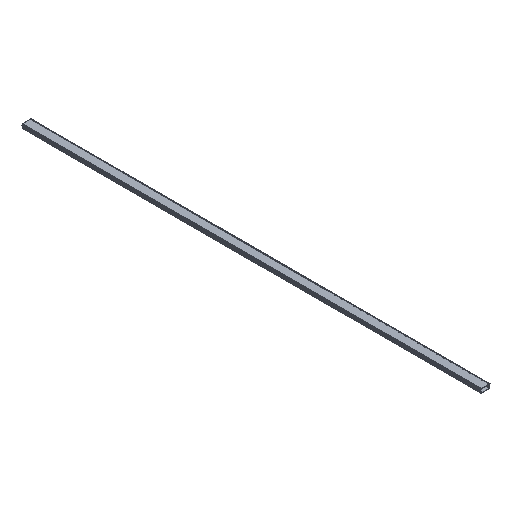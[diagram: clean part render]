
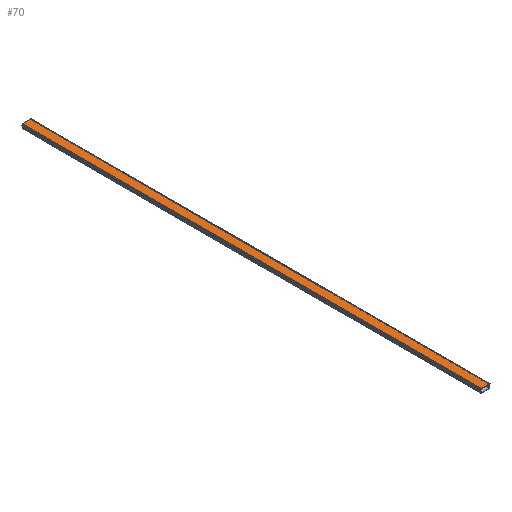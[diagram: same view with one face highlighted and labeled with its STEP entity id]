
A CAD part, isometric view. The second image highlights one B-rep face of the part: STEP entity #70.
In plain terms, the highlighted free-form (B-spline) face has degree [2, 1] with [5, 2] control points.
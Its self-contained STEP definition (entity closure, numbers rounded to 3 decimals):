
#70=ADVANCED_FACE('',(#124),#934,.T.);
#124=FACE_OUTER_BOUND('',#178,.T.);
#178=EDGE_LOOP('',(#438,#439,#440,#441));
#438=ORIENTED_EDGE('',*,*,#627,.T.);
#439=ORIENTED_EDGE('',*,*,#628,.T.);
#440=ORIENTED_EDGE('',*,*,#629,.F.);
#441=ORIENTED_EDGE('',*,*,#625,.F.);
#625=EDGE_CURVE('',#878,#879,#775,.T.);
#627=EDGE_CURVE('',#878,#880,#777,.T.);
#628=EDGE_CURVE('',#880,#881,#778,.T.);
#629=EDGE_CURVE('',#879,#881,#779,.T.);
#775=(
BOUNDED_CURVE()
B_SPLINE_CURVE(1,(#1962,#1963),.UNSPECIFIED.,.F.,.F.)
B_SPLINE_CURVE_WITH_KNOTS((2,2),(0.,2000.),.UNSPECIFIED.)
CURVE()
GEOMETRIC_REPRESENTATION_ITEM()
RATIONAL_B_SPLINE_CURVE((1.,1.))
REPRESENTATION_ITEM('')
);
#777=(
BOUNDED_CURVE()
B_SPLINE_CURVE(2,(#1967,#1968,#1969,#1970,#1971),.UNSPECIFIED.,.F.,.F.)
B_SPLINE_CURVE_WITH_KNOTS((3,2,3),(-45.446,-27.046,
-8.646),.UNSPECIFIED.)
CURVE()
GEOMETRIC_REPRESENTATION_ITEM()
RATIONAL_B_SPLINE_CURVE((1.,1.,1.,1.,1.))
REPRESENTATION_ITEM('')
);
#778=(
BOUNDED_CURVE()
B_SPLINE_CURVE(1,(#1972,#1973),.UNSPECIFIED.,.F.,.F.)
B_SPLINE_CURVE_WITH_KNOTS((2,2),(0.,2000.),.UNSPECIFIED.)
CURVE()
GEOMETRIC_REPRESENTATION_ITEM()
RATIONAL_B_SPLINE_CURVE((1.,1.))
REPRESENTATION_ITEM('')
);
#779=(
BOUNDED_CURVE()
B_SPLINE_CURVE(2,(#1974,#1975,#1976,#1977,#1978),.UNSPECIFIED.,.F.,.F.)
B_SPLINE_CURVE_WITH_KNOTS((3,2,3),(-45.446,-27.046,
-8.646),.UNSPECIFIED.)
CURVE()
GEOMETRIC_REPRESENTATION_ITEM()
RATIONAL_B_SPLINE_CURVE((1.,1.,1.,1.,1.))
REPRESENTATION_ITEM('')
);
#878=VERTEX_POINT('',#1821);
#879=VERTEX_POINT('',#1822);
#880=VERTEX_POINT('',#1823);
#881=VERTEX_POINT('',#1824);
#934=(
BOUNDED_SURFACE()
B_SPLINE_SURFACE(2,1,((#1771,#1772),(#1773,#1774),(#1775,#1776),(#1777,
#1778),(#1779,#1780)),.UNSPECIFIED.,.F.,.F.,.F.)
B_SPLINE_SURFACE_WITH_KNOTS((3,2,3),(2,2),(-45.446,-27.046,
-8.646),(0.,2000.),.UNSPECIFIED.)
GEOMETRIC_REPRESENTATION_ITEM()
RATIONAL_B_SPLINE_SURFACE(((1.,1.),(1.,1.),(1.,1.),(1.,1.),(1.,1.)))
REPRESENTATION_ITEM('')
SURFACE()
);
#1771=CARTESIAN_POINT('',(-18.4,0.,17.903));
#1772=CARTESIAN_POINT('',(-18.4,2000.,17.903));
#1773=CARTESIAN_POINT('',(-9.2,0.,17.903));
#1774=CARTESIAN_POINT('',(-9.2,2000.,17.903));
#1775=CARTESIAN_POINT('',(0.,0.,17.903));
#1776=CARTESIAN_POINT('',(0.,2000.,17.903));
#1777=CARTESIAN_POINT('',(9.2,0.,17.903));
#1778=CARTESIAN_POINT('',(9.2,2000.,17.903));
#1779=CARTESIAN_POINT('',(18.4,0.,17.903));
#1780=CARTESIAN_POINT('',(18.4,2000.,17.903));
#1821=CARTESIAN_POINT('',(-18.4,0.,17.903));
#1822=CARTESIAN_POINT('',(-18.4,2000.,17.903));
#1823=CARTESIAN_POINT('',(18.4,0.,17.903));
#1824=CARTESIAN_POINT('',(18.4,2000.,17.903));
#1962=CARTESIAN_POINT('',(-18.4,0.,17.903));
#1963=CARTESIAN_POINT('',(-18.4,2000.,17.903));
#1967=CARTESIAN_POINT('',(-18.4,0.,17.903));
#1968=CARTESIAN_POINT('',(-9.2,0.,17.903));
#1969=CARTESIAN_POINT('',(0.,0.,17.903));
#1970=CARTESIAN_POINT('',(9.2,0.,17.903));
#1971=CARTESIAN_POINT('',(18.4,0.,17.903));
#1972=CARTESIAN_POINT('',(18.4,0.,17.903));
#1973=CARTESIAN_POINT('',(18.4,2000.,17.903));
#1974=CARTESIAN_POINT('',(-18.4,2000.,17.903));
#1975=CARTESIAN_POINT('',(-9.2,2000.,17.903));
#1976=CARTESIAN_POINT('',(0.,2000.,17.903));
#1977=CARTESIAN_POINT('',(9.2,2000.,17.903));
#1978=CARTESIAN_POINT('',(18.4,2000.,17.903));
